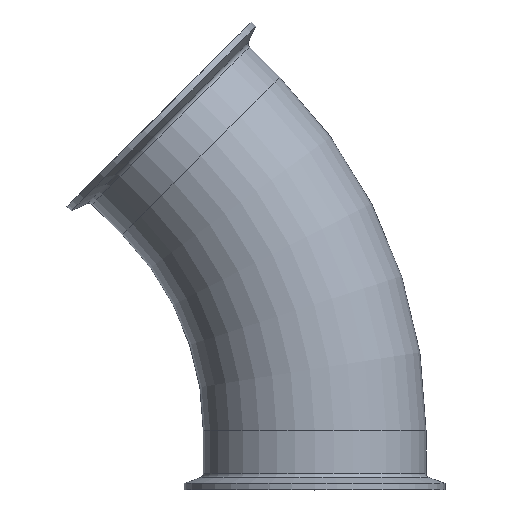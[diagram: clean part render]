
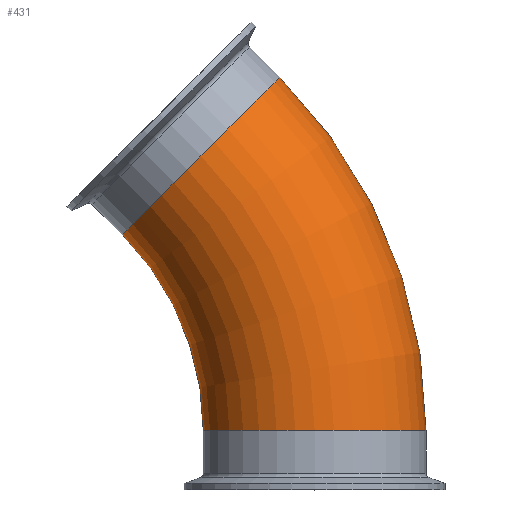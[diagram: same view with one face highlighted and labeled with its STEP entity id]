
A CAD part, top view. The second image highlights one B-rep face of the part: STEP entity #431.
In plain terms, the highlighted toroidal (fillet/blend) face has major radius 177 mm and minor radius 50.8 mm.
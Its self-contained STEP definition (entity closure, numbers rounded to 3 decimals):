
#89=FACE_OUTER_BOUND('',#119,.T.);
#119=EDGE_LOOP('',(#390,#391,#392,#393,#394,#395));
#140=CIRCLE('',#481,50.8);
#141=CIRCLE('',#482,50.8);
#163=CIRCLE('',#515,50.8);
#164=CIRCLE('',#516,50.8);
#169=CIRCLE('',#527,126.2);
#187=VERTEX_POINT('',#744);
#188=VERTEX_POINT('',#746);
#206=VERTEX_POINT('',#802);
#207=VERTEX_POINT('',#803);
#234=EDGE_CURVE('',#187,#188,#140,.T.);
#235=EDGE_CURVE('',#188,#187,#141,.T.);
#261=EDGE_CURVE('',#206,#207,#163,.T.);
#262=EDGE_CURVE('',#207,#206,#164,.T.);
#271=EDGE_CURVE('',#188,#206,#169,.T.);
#390=ORIENTED_EDGE('',*,*,#235,.F.);
#391=ORIENTED_EDGE('',*,*,#271,.T.);
#392=ORIENTED_EDGE('',*,*,#261,.T.);
#393=ORIENTED_EDGE('',*,*,#262,.T.);
#394=ORIENTED_EDGE('',*,*,#271,.F.);
#395=ORIENTED_EDGE('',*,*,#234,.F.);
#405=TOROIDAL_SURFACE('',#526,177.,50.8);
#431=ADVANCED_FACE('',(#89),#405,.T.);
#481=AXIS2_PLACEMENT_3D('',#747,#592,#593);
#482=AXIS2_PLACEMENT_3D('',#748,#594,#595);
#515=AXIS2_PLACEMENT_3D('',#804,#664,#665);
#516=AXIS2_PLACEMENT_3D('',#805,#666,#667);
#526=AXIS2_PLACEMENT_3D('',#821,#690,#691);
#527=AXIS2_PLACEMENT_3D('',#822,#692,#693);
#592=DIRECTION('center_axis',(-0.707,0.707,0.));
#593=DIRECTION('ref_axis',(-0.707,-0.707,0.));
#594=DIRECTION('center_axis',(-0.707,0.707,0.));
#595=DIRECTION('ref_axis',(-0.707,-0.707,0.));
#664=DIRECTION('center_axis',(0.,1.,0.));
#665=DIRECTION('ref_axis',(-1.,0.,0.));
#666=DIRECTION('center_axis',(0.,1.,0.));
#667=DIRECTION('ref_axis',(-1.,0.,0.));
#690=DIRECTION('center_axis',(0.,0.,1.));
#691=DIRECTION('ref_axis',(1.,0.,0.));
#692=DIRECTION('center_axis',(0.,0.,-1.));
#693=DIRECTION('ref_axis',(1.,0.,0.));
#744=CARTESIAN_POINT('',(-15.921,87.763,0.));
#746=CARTESIAN_POINT('',(-87.763,15.921,0.));
#747=CARTESIAN_POINT('Origin',(-51.842,51.842,0.));
#748=CARTESIAN_POINT('Origin',(-51.842,51.842,0.));
#802=CARTESIAN_POINT('',(-50.8,-73.316,0.));
#803=CARTESIAN_POINT('',(50.8,-73.316,0.));
#804=CARTESIAN_POINT('Origin',(0.,-73.316,
0.));
#805=CARTESIAN_POINT('Origin',(0.,-73.316,
0.));
#821=CARTESIAN_POINT('Origin',(-177.,-73.316,0.));
#822=CARTESIAN_POINT('Origin',(-177.,-73.316,0.));
